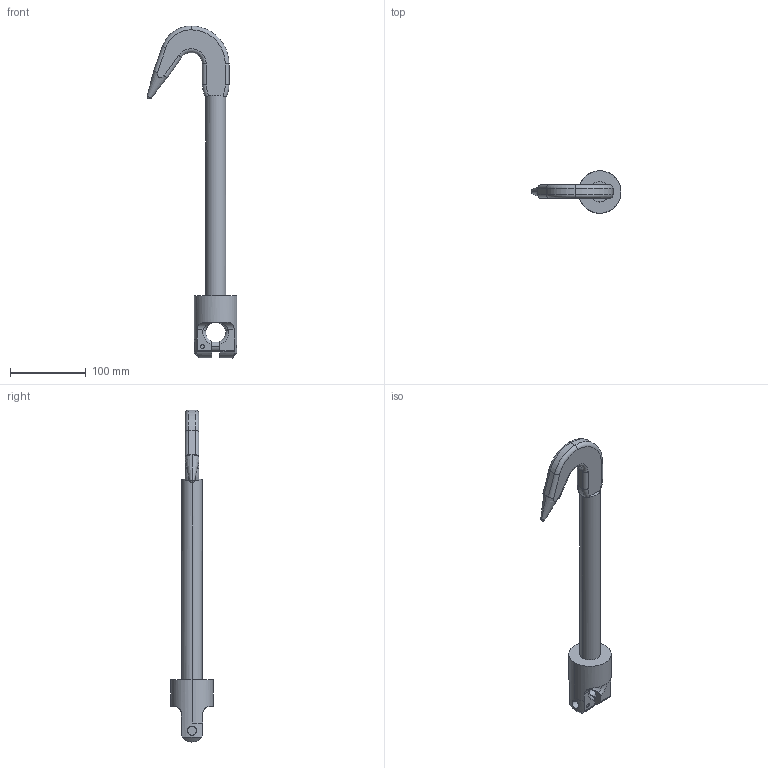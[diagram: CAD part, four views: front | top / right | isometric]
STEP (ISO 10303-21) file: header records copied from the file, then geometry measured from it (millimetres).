
FILE_DESCRIPTION((''),'2;1');
FILE_NAME('001-M31038-P-1_ASM','2018-07-13T',('Roland.Jakubetz'),(''),'PRO/ENGINEER BY PARAMETRIC TECHNOLOGY CORPORATION, 2011490','PRO/ENGINEER BY PARAMETRIC TECHNOLOGY CORPORATION, 2011490','');
FILE_SCHEMA(('CONFIG_CONTROL_DESIGN'));
Length unit declared in the file: millimetre
Products named in the file (3): 001-M31038-P-1_AF0; 001-M31513-P-1_AF0; 001-M31038-P-1_ASM
Assembly tree (2 placements, depth 2):
  001-M31038-P-1_ASM
    001-M31038-P-1_AF0
    001-M31513-P-1_AF0
Bounding box: 118.44 x 56 x 436.99 mm (x, y, z)
Volume: 370024.8 mm3; surface area: 58367.2 mm2
Topology: 2 solids, 2 shells, 336 faces, 905 edges, 593 vertices
Faces by surface type: plane 278, cylinder 34, torus 14, cone 4, bspline 4, sphere 2
Entity records: 11148 total; most frequent: CARTESIAN_POINT 2666, ORIENTED_EDGE 1806, DIRECTION 1617, EDGE_CURVE 903, VECTOR 767, LINE 767, VERTEX_POINT 593, AXIS2_PLACEMENT_3D 425
